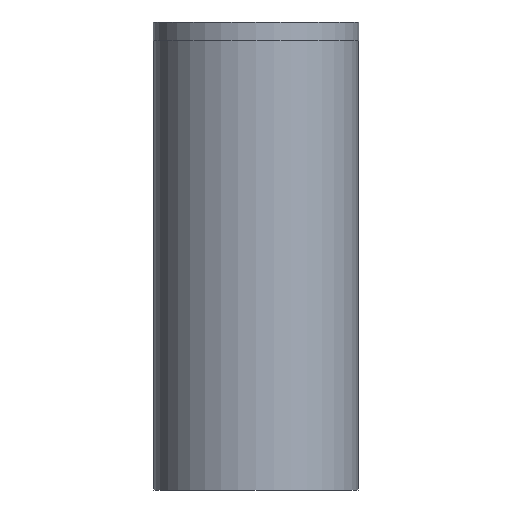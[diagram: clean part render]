
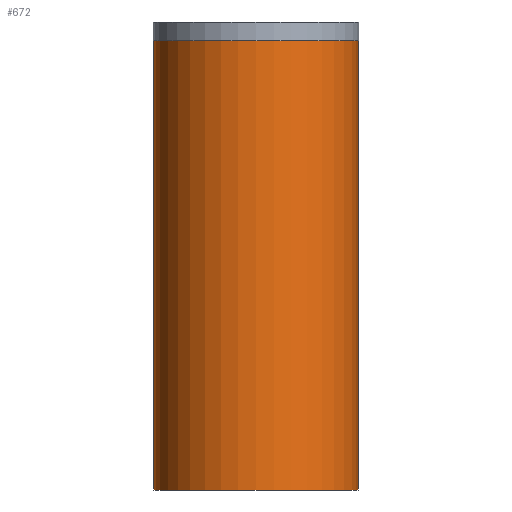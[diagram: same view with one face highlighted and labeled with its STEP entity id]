
A CAD part, left-side view. The second image highlights one B-rep face of the part: STEP entity #672.
In plain terms, the highlighted cylindrical face has radius 10.9 mm (diameter 21.8 mm), a full revolution.
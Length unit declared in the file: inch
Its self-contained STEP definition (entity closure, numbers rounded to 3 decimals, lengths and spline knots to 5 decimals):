
#25=CYLINDRICAL_SURFACE('',#784,0.42913);
#88=FACE_OUTER_BOUND('',#136,.T.);
#136=EDGE_LOOP('',(#581,#582,#583,#584,#585,#586));
#174=CIRCLE('',#750,0.42913);
#175=CIRCLE('',#751,0.42913);
#193=CIRCLE('',#782,0.42913);
#194=CIRCLE('',#783,0.42913);
#220=LINE('',#3086,#246);
#246=VECTOR('',#996,0.42913);
#294=VERTEX_POINT('',#3023);
#295=VERTEX_POINT('',#3024);
#312=VERTEX_POINT('',#3081);
#313=VERTEX_POINT('',#3082);
#375=EDGE_CURVE('',#294,#295,#174,.T.);
#376=EDGE_CURVE('',#295,#294,#175,.T.);
#402=EDGE_CURVE('',#312,#313,#193,.T.);
#403=EDGE_CURVE('',#313,#312,#194,.T.);
#404=EDGE_CURVE('',#295,#313,#220,.T.);
#581=ORIENTED_EDGE('',*,*,#375,.F.);
#582=ORIENTED_EDGE('',*,*,#376,.F.);
#583=ORIENTED_EDGE('',*,*,#404,.T.);
#584=ORIENTED_EDGE('',*,*,#403,.T.);
#585=ORIENTED_EDGE('',*,*,#402,.T.);
#586=ORIENTED_EDGE('',*,*,#404,.F.);
#672=ADVANCED_FACE('',(#88),#25,.T.);
#750=AXIS2_PLACEMENT_3D('',#3025,#918,#919);
#751=AXIS2_PLACEMENT_3D('',#3026,#920,#921);
#782=AXIS2_PLACEMENT_3D('',#3083,#990,#991);
#783=AXIS2_PLACEMENT_3D('',#3084,#992,#993);
#784=AXIS2_PLACEMENT_3D('',#3085,#994,#995);
#918=DIRECTION('center_axis',(0.,0.,
1.));
#919=DIRECTION('ref_axis',(-1.,0.,0.));
#920=DIRECTION('center_axis',(0.,0.,
1.));
#921=DIRECTION('ref_axis',(-1.,0.,0.));
#990=DIRECTION('center_axis',(0.,0.,
1.));
#991=DIRECTION('ref_axis',(-1.,0.,0.));
#992=DIRECTION('center_axis',(0.,0.,
1.));
#993=DIRECTION('ref_axis',(-1.,0.,0.));
#994=DIRECTION('center_axis',(0.,0.,
1.));
#995=DIRECTION('ref_axis',(1.,0.,0.));
#996=DIRECTION('',(0.,0.,-1.));
#3023=CARTESIAN_POINT('',(0.42913,0.,0.71697));
#3024=CARTESIAN_POINT('',(-0.42913,0.,0.71697));
#3025=CARTESIAN_POINT('Origin',(0.,0.,
0.71697));
#3026=CARTESIAN_POINT('Origin',(0.,0.,
0.71697));
#3081=CARTESIAN_POINT('',(0.42913,0.,-1.17279));
#3082=CARTESIAN_POINT('',(-0.42913,0.,-1.17279));
#3083=CARTESIAN_POINT('Origin',(0.,0.,
-1.17279));
#3084=CARTESIAN_POINT('Origin',(0.,0.,
-1.17279));
#3085=CARTESIAN_POINT('Origin',(0.,0.,
-0.22791));
#3086=CARTESIAN_POINT('',(-0.42913,0.,-0.22791));
